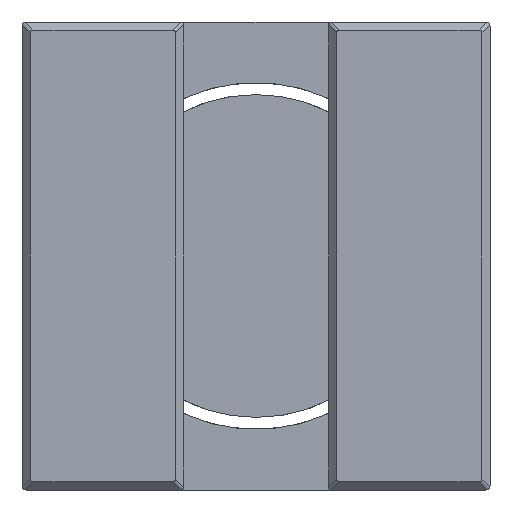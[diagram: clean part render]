
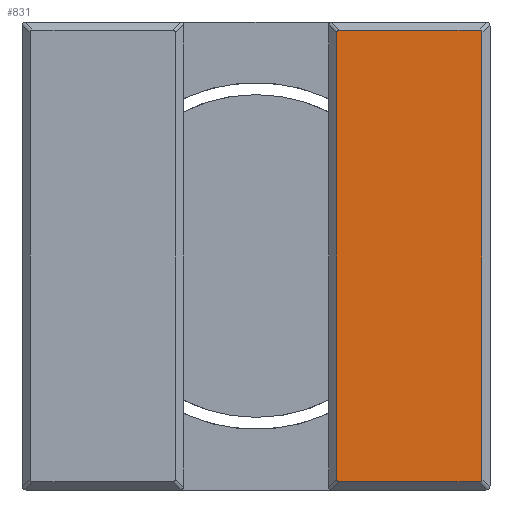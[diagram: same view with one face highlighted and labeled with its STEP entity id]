
A CAD part, front view. The second image highlights one B-rep face of the part: STEP entity #831.
In plain terms, the highlighted planar face has unit normal (0, -1, 0).
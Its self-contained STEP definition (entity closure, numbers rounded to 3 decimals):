
#67=CARTESIAN_POINT('',(1.,-0.1,-2.765));
#68=CARTESIAN_POINT('',(1.,-0.1,-2.776));
#69=CARTESIAN_POINT('',(1.007,-0.1,-2.793));
#70=CARTESIAN_POINT('',(1.024,-0.1,-2.8));
#71=CARTESIAN_POINT('',(1.035,-0.1,-2.8));
#73=DIRECTION('',(0.,0.,-1.));
#74=VECTOR('',#73,5.529);
#75=CARTESIAN_POINT('',(1.,-0.1,2.765));
#76=LINE('',#75,#74);
#77=CARTESIAN_POINT('',(1.035,-0.1,2.8));
#78=CARTESIAN_POINT('',(1.024,-0.1,2.8));
#79=CARTESIAN_POINT('',(1.007,-0.1,2.793));
#80=CARTESIAN_POINT('',(1.,-0.1,2.776));
#81=CARTESIAN_POINT('',(1.,-0.1,2.765));
#83=DIRECTION('',(-1.,0.,0.));
#84=VECTOR('',#83,1.729);
#85=CARTESIAN_POINT('',(2.765,-0.1,2.8));
#86=LINE('',#85,#84);
#87=CARTESIAN_POINT('',(2.8,-0.1,2.765));
#88=CARTESIAN_POINT('',(2.8,-0.1,2.776));
#89=CARTESIAN_POINT('',(2.793,-0.1,2.793));
#90=CARTESIAN_POINT('',(2.776,-0.1,2.8));
#91=CARTESIAN_POINT('',(2.765,-0.1,2.8));
#93=DIRECTION('',(0.,0.,1.));
#94=VECTOR('',#93,5.529);
#95=CARTESIAN_POINT('',(2.8,-0.1,-2.765));
#96=LINE('',#95,#94);
#97=CARTESIAN_POINT('',(2.765,-0.1,-2.8));
#98=CARTESIAN_POINT('',(2.776,-0.1,-2.8));
#99=CARTESIAN_POINT('',(2.793,-0.1,-2.793));
#100=CARTESIAN_POINT('',(2.8,-0.1,-2.776));
#101=CARTESIAN_POINT('',(2.8,-0.1,-2.765));
#103=DIRECTION('',(1.,0.,0.));
#104=VECTOR('',#103,1.729);
#105=CARTESIAN_POINT('',(1.035,-0.1,-2.8));
#106=LINE('',#105,#104);
#591=VERTEX_POINT('',#67);
#592=VERTEX_POINT('',#71);
#621=VERTEX_POINT('',#97);
#622=VERTEX_POINT('',#101);
#649=VERTEX_POINT('',#87);
#650=VERTEX_POINT('',#91);
#651=VERTEX_POINT('',#77);
#652=VERTEX_POINT('',#81);
#810=CARTESIAN_POINT('',(0.,-0.1,0.));
#811=DIRECTION('',(0.,1.,0.));
#812=DIRECTION('',(0.,0.,1.));
#813=AXIS2_PLACEMENT_3D('',#810,#811,#812);
#814=PLANE('',#813);
#815=ORIENTED_EDGE('',*,*,#801,.F.);
#816=ORIENTED_EDGE('',*,*,#791,.F.);
#818=ORIENTED_EDGE('',*,*,#817,.F.);
#820=ORIENTED_EDGE('',*,*,#819,.F.);
#822=ORIENTED_EDGE('',*,*,#821,.F.);
#824=ORIENTED_EDGE('',*,*,#823,.F.);
#826=ORIENTED_EDGE('',*,*,#825,.F.);
#828=ORIENTED_EDGE('',*,*,#827,.F.);
#829=EDGE_LOOP('',(#815,#816,#818,#820,#822,#824,#826,#828));
#830=FACE_OUTER_BOUND('',#829,.F.);
#72=B_SPLINE_CURVE_WITH_KNOTS('',3,(#67,#68,#69,#70,#71),.UNSPECIFIED.,.F.,.F.,(
4,1,4),(0.,0.5,1.),.UNSPECIFIED.);
#82=B_SPLINE_CURVE_WITH_KNOTS('',3,(#77,#78,#79,#80,#81),.UNSPECIFIED.,.F.,.F.,(
4,1,4),(0.,0.5,1.),.UNSPECIFIED.);
#92=B_SPLINE_CURVE_WITH_KNOTS('',3,(#87,#88,#89,#90,#91),.UNSPECIFIED.,.F.,.F.,(
4,1,4),(0.,0.5,1.),.UNSPECIFIED.);
#102=B_SPLINE_CURVE_WITH_KNOTS('',3,(#97,#98,#99,#100,#101),.UNSPECIFIED.,.F.,
.F.,(4,1,4),(0.,0.5,1.),.UNSPECIFIED.);
#791=EDGE_CURVE('',#652,#591,#76,.T.);
#801=EDGE_CURVE('',#591,#592,#72,.T.);
#817=EDGE_CURVE('',#651,#652,#82,.T.);
#819=EDGE_CURVE('',#650,#651,#86,.T.);
#821=EDGE_CURVE('',#649,#650,#92,.T.);
#823=EDGE_CURVE('',#622,#649,#96,.T.);
#825=EDGE_CURVE('',#621,#622,#102,.T.);
#827=EDGE_CURVE('',#592,#621,#106,.T.);
#831=ADVANCED_FACE('',(#830),#814,.F.);
